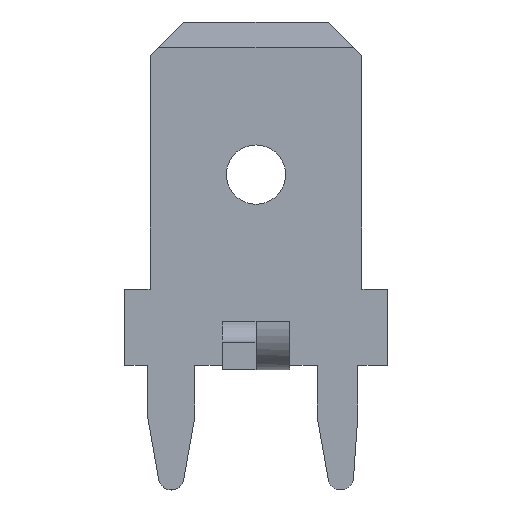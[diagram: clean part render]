
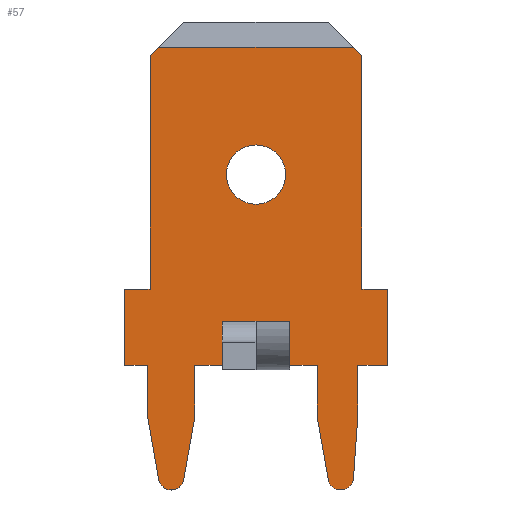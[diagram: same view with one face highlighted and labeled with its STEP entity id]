
A CAD part, top view. The second image highlights one B-rep face of the part: STEP entity #57.
In plain terms, the highlighted planar face has unit normal (0, 0, 1).
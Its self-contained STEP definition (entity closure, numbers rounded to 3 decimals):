
#57=ADVANCED_FACE('',(#108,#109),#110,.T.);
#108=FACE_OUTER_BOUND('',#201,.T.);
#109=FACE_BOUND('',#202,.T.);
#110=PLANE('',#203);
#201=EDGE_LOOP('',(#334,#335,#336,#337,#338,#339,#340,#341,#342,#343,#344,#345,#346,#347,#348,#349,#350,#351,#352,#353,#354,#355,#356,#357,#358,#359,#360,#361));
#202=EDGE_LOOP('',(#362,#363));
#203=AXIS2_PLACEMENT_3D('',#364,#365,#366);
#334=ORIENTED_EDGE('',*,*,#706,.T.);
#335=ORIENTED_EDGE('',*,*,#707,.T.);
#336=ORIENTED_EDGE('',*,*,#708,.T.);
#337=ORIENTED_EDGE('',*,*,#709,.T.);
#338=ORIENTED_EDGE('',*,*,#710,.T.);
#339=ORIENTED_EDGE('',*,*,#711,.T.);
#340=ORIENTED_EDGE('',*,*,#712,.T.);
#341=ORIENTED_EDGE('',*,*,#713,.T.);
#342=ORIENTED_EDGE('',*,*,#714,.T.);
#343=ORIENTED_EDGE('',*,*,#715,.T.);
#344=ORIENTED_EDGE('',*,*,#716,.T.);
#345=ORIENTED_EDGE('',*,*,#717,.T.);
#346=ORIENTED_EDGE('',*,*,#718,.T.);
#347=ORIENTED_EDGE('',*,*,#719,.T.);
#348=ORIENTED_EDGE('',*,*,#720,.T.);
#349=ORIENTED_EDGE('',*,*,#721,.T.);
#350=ORIENTED_EDGE('',*,*,#722,.T.);
#351=ORIENTED_EDGE('',*,*,#723,.T.);
#352=ORIENTED_EDGE('',*,*,#724,.T.);
#353=ORIENTED_EDGE('',*,*,#725,.T.);
#354=ORIENTED_EDGE('',*,*,#726,.T.);
#355=ORIENTED_EDGE('',*,*,#727,.T.);
#356=ORIENTED_EDGE('',*,*,#728,.F.);
#357=ORIENTED_EDGE('',*,*,#729,.F.);
#358=ORIENTED_EDGE('',*,*,#730,.T.);
#359=ORIENTED_EDGE('',*,*,#731,.T.);
#360=ORIENTED_EDGE('',*,*,#732,.T.);
#361=ORIENTED_EDGE('',*,*,#733,.T.);
#362=ORIENTED_EDGE('',*,*,#705,.T.);
#363=ORIENTED_EDGE('',*,*,#703,.T.);
#364=CARTESIAN_POINT('',(0.0,0.0,0.406));
#365=DIRECTION('',(0.0,0.0,1.0));
#366=DIRECTION('',(1.0,0.0,0.0));
#703=EDGE_CURVE('',#859,#857,#860,.T.);
#705=EDGE_CURVE('',#857,#859,#862,.T.);
#706=EDGE_CURVE('',#863,#864,#865,.T.);
#707=EDGE_CURVE('',#864,#866,#867,.T.);
#708=EDGE_CURVE('',#866,#868,#869,.T.);
#709=EDGE_CURVE('',#868,#870,#871,.T.);
#710=EDGE_CURVE('',#870,#872,#873,.T.);
#711=EDGE_CURVE('',#872,#874,#875,.T.);
#712=EDGE_CURVE('',#874,#876,#877,.T.);
#713=EDGE_CURVE('',#876,#878,#879,.T.);
#714=EDGE_CURVE('',#878,#880,#881,.T.);
#715=EDGE_CURVE('',#880,#882,#883,.T.);
#716=EDGE_CURVE('',#882,#884,#885,.T.);
#717=EDGE_CURVE('',#884,#886,#887,.T.);
#718=EDGE_CURVE('',#886,#888,#889,.T.);
#719=EDGE_CURVE('',#888,#890,#891,.T.);
#720=EDGE_CURVE('',#890,#892,#893,.T.);
#721=EDGE_CURVE('',#892,#894,#895,.T.);
#722=EDGE_CURVE('',#894,#896,#897,.T.);
#723=EDGE_CURVE('',#896,#898,#899,.T.);
#724=EDGE_CURVE('',#898,#900,#901,.T.);
#725=EDGE_CURVE('',#900,#902,#903,.T.);
#726=EDGE_CURVE('',#902,#904,#905,.T.);
#727=EDGE_CURVE('',#904,#906,#907,.T.);
#728=EDGE_CURVE('',#908,#906,#909,.T.);
#729=EDGE_CURVE('',#910,#908,#911,.T.);
#730=EDGE_CURVE('',#910,#912,#913,.T.);
#731=EDGE_CURVE('',#912,#914,#915,.T.);
#732=EDGE_CURVE('',#914,#916,#917,.T.);
#733=EDGE_CURVE('',#916,#863,#918,.T.);
#857=VERTEX_POINT('',#1088);
#859=VERTEX_POINT('',#1091);
#860=CIRCLE('',#1092,0.889);
#862=CIRCLE('',#1095,0.889);
#863=VERTEX_POINT('',#1096);
#864=VERTEX_POINT('',#1097);
#865=LINE('',#1098,#1099);
#866=VERTEX_POINT('',#1100);
#867=CIRCLE('',#1101,0.381);
#868=VERTEX_POINT('',#1102);
#869=LINE('',#1103,#1104);
#870=VERTEX_POINT('',#1105);
#871=LINE('',#1106,#1107);
#872=VERTEX_POINT('',#1108);
#873=LINE('',#1109,#1110);
#874=VERTEX_POINT('',#1111);
#875=LINE('',#1112,#1113);
#876=VERTEX_POINT('',#1114);
#877=LINE('',#1115,#1116);
#878=VERTEX_POINT('',#1117);
#879=LINE('',#1118,#1119);
#880=VERTEX_POINT('',#1120);
#881=LINE('',#1121,#1122);
#882=VERTEX_POINT('',#1123);
#883=LINE('',#1124,#1125);
#884=VERTEX_POINT('',#1126);
#885=LINE('',#1127,#1128);
#886=VERTEX_POINT('',#1129);
#887=LINE('',#1130,#1131);
#888=VERTEX_POINT('',#1132);
#889=LINE('',#1133,#1134);
#890=VERTEX_POINT('',#1135);
#891=LINE('',#1136,#1137);
#892=VERTEX_POINT('',#1138);
#893=LINE('',#1139,#1140);
#894=VERTEX_POINT('',#1141);
#895=LINE('',#1142,#1143);
#896=VERTEX_POINT('',#1144);
#897=LINE('',#1145,#1146);
#898=VERTEX_POINT('',#1147);
#899=CIRCLE('',#1148,0.381);
#900=VERTEX_POINT('',#1149);
#901=LINE('',#1150,#1151);
#902=VERTEX_POINT('',#1152);
#903=LINE('',#1153,#1154);
#904=VERTEX_POINT('',#1155);
#905=LINE('',#1156,#1157);
#906=VERTEX_POINT('',#1158);
#907=LINE('',#1159,#1160);
#908=VERTEX_POINT('',#1161);
#909=LINE('',#1162,#1163);
#910=VERTEX_POINT('',#1164);
#911=LINE('',#1165,#1166);
#912=VERTEX_POINT('',#1167);
#913=LINE('',#1168,#1169);
#914=VERTEX_POINT('',#1170);
#915=LINE('',#1171,#1172);
#916=VERTEX_POINT('',#1173);
#917=LINE('',#1174,#1175);
#918=LINE('',#1176,#1177);
#1088=CARTESIAN_POINT('',(-0.889,4.953,0.406));
#1091=CARTESIAN_POINT('',(0.889,4.953,0.406));
#1092=AXIS2_PLACEMENT_3D('',#1350,#1351,#1352);
#1095=AXIS2_PLACEMENT_3D('',#1354,#1355,#1356);
#1096=CARTESIAN_POINT('',(1.831,-2.286,0.406));
#1097=CARTESIAN_POINT('',(2.165,-4.181,0.406));
#1098=CARTESIAN_POINT('',(1.831,-2.286,0.406));
#1099=VECTOR('',#1357,1.924);
#1100=CARTESIAN_POINT('',(2.92,-4.141,0.406));
#1101=AXIS2_PLACEMENT_3D('',#1358,#1359,#1360);
#1102=CARTESIAN_POINT('',(3.05,-2.286,0.406));
#1103=CARTESIAN_POINT('',(2.92,-4.141,0.406));
#1104=VECTOR('',#1361,1.86);
#1105=CARTESIAN_POINT('',(3.05,-0.762,0.406));
#1106=CARTESIAN_POINT('',(3.05,-2.286,0.406));
#1107=VECTOR('',#1362,1.524);
#1108=CARTESIAN_POINT('',(3.937,-0.762,0.406));
#1109=CARTESIAN_POINT('',(3.05,-0.762,0.406));
#1110=VECTOR('',#1363,0.887);
#1111=CARTESIAN_POINT('',(3.937,1.524,0.406));
#1112=CARTESIAN_POINT('',(3.937,-0.762,0.406));
#1113=VECTOR('',#1364,2.286);
#1114=CARTESIAN_POINT('',(3.175,1.524,0.406));
#1115=CARTESIAN_POINT('',(3.937,1.524,0.406));
#1116=VECTOR('',#1365,0.762);
#1117=CARTESIAN_POINT('',(3.175,8.509,0.406));
#1118=CARTESIAN_POINT('',(3.175,1.524,0.406));
#1119=VECTOR('',#1366,6.985);
#1120=CARTESIAN_POINT('',(2.921,8.763,0.406));
#1121=CARTESIAN_POINT('',(3.175,8.509,0.406));
#1122=VECTOR('',#1367,0.359);
#1123=CARTESIAN_POINT('',(-2.921,8.763,0.406));
#1124=CARTESIAN_POINT('',(2.921,8.763,0.406));
#1125=VECTOR('',#1368,5.842);
#1126=CARTESIAN_POINT('',(-3.175,8.509,0.406));
#1127=CARTESIAN_POINT('',(-2.921,8.763,0.406));
#1128=VECTOR('',#1369,0.359);
#1129=CARTESIAN_POINT('',(-3.175,1.524,0.406));
#1130=CARTESIAN_POINT('',(-3.175,8.509,0.406));
#1131=VECTOR('',#1370,6.985);
#1132=CARTESIAN_POINT('',(-3.937,1.524,0.406));
#1133=CARTESIAN_POINT('',(-3.175,1.524,0.406));
#1134=VECTOR('',#1371,0.762);
#1135=CARTESIAN_POINT('',(-3.937,-0.762,0.406));
#1136=CARTESIAN_POINT('',(-3.937,1.524,0.406));
#1137=VECTOR('',#1372,2.286);
#1138=CARTESIAN_POINT('',(-3.249,-0.762,0.406));
#1139=CARTESIAN_POINT('',(-3.937,-0.762,0.406));
#1140=VECTOR('',#1373,0.688);
#1141=CARTESIAN_POINT('',(-3.249,-2.286,0.406));
#1142=CARTESIAN_POINT('',(-3.249,-0.762,0.406));
#1143=VECTOR('',#1374,1.524);
#1144=CARTESIAN_POINT('',(-2.915,-4.181,0.406));
#1145=CARTESIAN_POINT('',(-3.249,-2.286,0.406));
#1146=VECTOR('',#1375,1.924);
#1147=CARTESIAN_POINT('',(-2.165,-4.181,0.406));
#1148=AXIS2_PLACEMENT_3D('',#1376,#1377,#1378);
#1149=CARTESIAN_POINT('',(-1.831,-2.286,0.406));
#1150=CARTESIAN_POINT('',(-2.165,-4.181,0.406));
#1151=VECTOR('',#1379,1.924);
#1152=CARTESIAN_POINT('',(-1.831,-0.762,0.406));
#1153=CARTESIAN_POINT('',(-1.831,-2.286,0.406));
#1154=VECTOR('',#1380,1.524);
#1155=CARTESIAN_POINT('',(-1.016,-0.762,0.406));
#1156=CARTESIAN_POINT('',(-1.831,-0.762,0.406));
#1157=VECTOR('',#1381,0.815);
#1158=CARTESIAN_POINT('',(-1.016,-0.742,0.406));
#1159=CARTESIAN_POINT('',(-1.016,-0.762,0.406));
#1160=VECTOR('',#1382,0.02);
#1161=CARTESIAN_POINT('',(-1.016,0.559,0.406));
#1162=CARTESIAN_POINT('',(-1.016,0.559,0.406));
#1163=VECTOR('',#1383,1.301);
#1164=CARTESIAN_POINT('',(0.0,0.559,0.406));
#1165=CARTESIAN_POINT('',(0.0,0.559,0.406));
#1166=VECTOR('',#1384,1.016);
#1167=CARTESIAN_POINT('',(1.016,0.559,0.406));
#1168=CARTESIAN_POINT('',(0.0,0.559,0.406));
#1169=VECTOR('',#1385,1.016);
#1170=CARTESIAN_POINT('',(1.016,-0.762,0.406));
#1171=CARTESIAN_POINT('',(1.016,0.559,0.406));
#1172=VECTOR('',#1386,1.321);
#1173=CARTESIAN_POINT('',(1.831,-0.762,0.406));
#1174=CARTESIAN_POINT('',(1.016,-0.762,0.406));
#1175=VECTOR('',#1387,0.815);
#1176=CARTESIAN_POINT('',(1.831,-0.762,0.406));
#1177=VECTOR('',#1388,1.524);
#1350=CARTESIAN_POINT('',(0.0,4.953,0.406));
#1351=DIRECTION('',(0.0,0.0,-1.0));
#1352=DIRECTION('',(1.0,0.0,0.0));
#1354=CARTESIAN_POINT('',(0.0,4.953,0.406));
#1355=DIRECTION('',(0.0,0.0,-1.0));
#1356=DIRECTION('',(-1.0,0.0,0.0));
#1357=DIRECTION('',(0.174,-0.985,0.0));
#1358=CARTESIAN_POINT('',(2.54,-4.115,0.406));
#1359=DIRECTION('',(0.0,0.0,1.0));
#1360=DIRECTION('',(-0.985,-0.174,0.0));
#1361=DIRECTION('',(0.07,0.998,0.0));
#1362=DIRECTION('',(0.0,1.0,0.0));
#1363=DIRECTION('',(1.0,0.0,0.0));
#1364=DIRECTION('',(0.0,1.0,0.0));
#1365=DIRECTION('',(-1.0,0.0,0.0));
#1366=DIRECTION('',(0.0,1.0,0.0));
#1367=DIRECTION('',(-0.707,0.707,0.0));
#1368=DIRECTION('',(-1.0,0.0,0.0));
#1369=DIRECTION('',(-0.707,-0.707,0.0));
#1370=DIRECTION('',(0.0,-1.0,0.0));
#1371=DIRECTION('',(-1.0,0.0,0.0));
#1372=DIRECTION('',(0.0,-1.0,0.0));
#1373=DIRECTION('',(1.0,0.0,0.0));
#1374=DIRECTION('',(0.0,-1.0,0.0));
#1375=DIRECTION('',(0.174,-0.985,0.0));
#1376=CARTESIAN_POINT('',(-2.54,-4.115,0.406));
#1377=DIRECTION('',(0.0,0.0,1.0));
#1378=DIRECTION('',(-0.985,-0.174,0.0));
#1379=DIRECTION('',(0.174,0.985,0.0));
#1380=DIRECTION('',(0.0,1.0,0.0));
#1381=DIRECTION('',(1.0,0.0,0.0));
#1382=DIRECTION('',(0.0,1.0,0.0));
#1383=DIRECTION('',(0.0,-1.0,0.0));
#1384=DIRECTION('',(-1.0,0.0,0.0));
#1385=DIRECTION('',(1.0,0.0,0.0));
#1386=DIRECTION('',(0.0,-1.0,0.0));
#1387=DIRECTION('',(1.0,0.0,0.0));
#1388=DIRECTION('',(0.0,-1.0,0.0));
